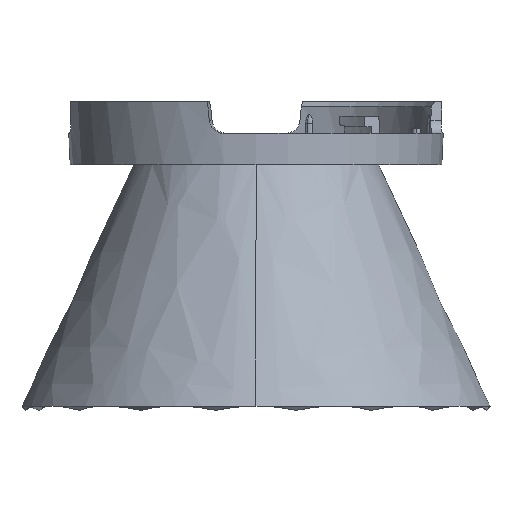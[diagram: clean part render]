
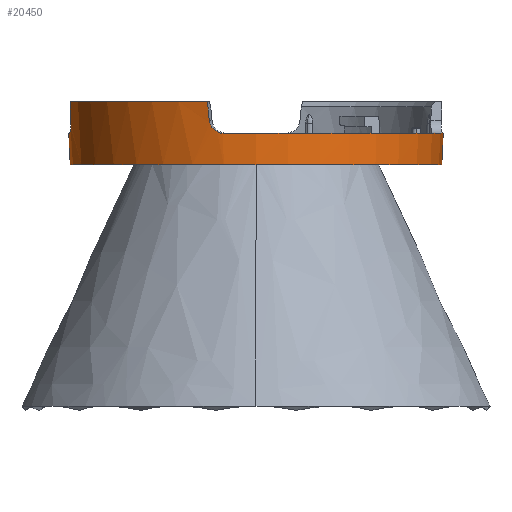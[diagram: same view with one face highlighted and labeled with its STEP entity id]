
A CAD part, left-side view. The second image highlights one B-rep face of the part: STEP entity #20450.
In plain terms, the highlighted conical face has half-angle 2.5 degrees and reference radius 26.95 mm.
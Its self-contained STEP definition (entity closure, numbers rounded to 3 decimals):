
#488 = EDGE_CURVE ( 'NONE', #25476, #7737, #9473, .T. ) ;
#729 = VERTEX_POINT ( 'NONE', #11139 ) ;
#991 = DIRECTION ( 'NONE',  ( 0., -1., 0. ) ) ;
#1003 = B_SPLINE_CURVE_WITH_KNOTS ( 'NONE', 3,
 ( #26539, #24075, #2159, #12017, #28962, #14467, #31417, #16882, #2400, #19335, #4849, #21771, #7302, #24190 ),
 .UNSPECIFIED., .F., .F.,
 ( 4, 2, 2, 2, 2, 2, 4 ),
 ( 0., 0.001, 0.001, 0.001, 0.002, 0.002, 0.003 ),
 .UNSPECIFIED. ) ;
#1160 = CIRCLE ( 'NONE', #10068, 26.557 ) ;
#1258 = ORIENTED_EDGE ( 'NONE', *, *, #13404, .T. ) ;
#1427 = VERTEX_POINT ( 'NONE', #19382 ) ;
#1543 = DIRECTION ( 'NONE',  ( 0., 1., 0. ) ) ;
#1588 = CARTESIAN_POINT ( 'NONE',  ( 3.553, -26.533, 0.367 ) ) ;
#2159 = CARTESIAN_POINT ( 'NONE',  ( 26.248, -5.193, 0.046 ) ) ;
#2192 = DIRECTION ( 'NONE',  ( 0., 1., 0. ) ) ;
#2370 = EDGE_CURVE ( 'NONE', #28107, #7737, #26051, .T. ) ;
#2400 = CARTESIAN_POINT ( 'NONE',  ( 26.055, -6.209, 0.699 ) ) ;
#2448 = CARTESIAN_POINT ( 'NONE',  ( 4.386, -26.472, 1.826 ) ) ;
#2800 =( BOUNDED_CURVE ( )  B_SPLINE_CURVE ( 3, ( #12891, #27397, #29819, #15319 ),
 .UNSPECIFIED., .F., .F. ) 
 B_SPLINE_CURVE_WITH_KNOTS ( ( 4, 4 ),
 ( 2.095, 2.102 ),
 .UNSPECIFIED. ) 
 CURVE ( )  GEOMETRIC_REPRESENTATION_ITEM ( )  RATIONAL_B_SPLINE_CURVE ( ( 1., 1., 1., 1. ) ) 
 REPRESENTATION_ITEM ( '' )  );
#3313 = CARTESIAN_POINT ( 'NONE',  ( 26.336, -4.707, 0. ) ) ;
#3450 = CARTESIAN_POINT ( 'NONE',  ( 0., 0., 4.5 ) ) ;
#4030 = CARTESIAN_POINT ( 'NONE',  ( 3.232, -26.566, 0.181 ) ) ;
#4042 = EDGE_LOOP ( 'NONE', ( #14688, #20178, #19668, #28396, #22740, #24221, #12588, #1258, #19673, #11344 ) ) ;
#4295 = CARTESIAN_POINT ( 'NONE',  ( 26.008, -6.762, 2.715 ) ) ;
#4849 = CARTESIAN_POINT ( 'NONE',  ( 26.017, -6.421, 1.003 ) ) ;
#5132 = DIRECTION ( 'NONE',  ( 0., 0.044, 0.999 ) ) ;
#6000 = DIRECTION ( 'NONE',  ( 0., 0., 1. ) ) ;
#6066 = CARTESIAN_POINT ( 'NONE',  ( 4.637, -26.548, 4.5 ) ) ;
#6389 = CARTESIAN_POINT ( 'NONE',  ( 4.386, -26.472, 1.826 ) ) ;
#6513 = CARTESIAN_POINT ( 'NONE',  ( 2.642, -26.624, 0. ) ) ;
#6944 = VERTEX_POINT ( 'NONE', #13413 ) ;
#7302 = CARTESIAN_POINT ( 'NONE',  ( 25.984, -6.652, 1.577 ) ) ;
#7631 = EDGE_CURVE ( 'NONE', #6944, #1427, #18312, .T. ) ;
#7737 = VERTEX_POINT ( 'NONE', #16847 ) ;
#7783 = B_SPLINE_CURVE_WITH_KNOTS ( 'NONE', 3,
 ( #6389, #20858, #25733, #11234, #28180, #13680, #30602, #16096, #1588, #18537, #4030, #20969, #6513, #23395 ),
 .UNSPECIFIED., .F., .F.,
 ( 4, 2, 2, 2, 2, 2, 4 ),
 ( 0., 0.001, 0.001, 0.001, 0.002, 0.002, 0.003 ),
 .UNSPECIFIED. ) ;
#9180 = CARTESIAN_POINT ( 'NONE',  ( 26.025, -6.847, 3.607 ) ) ;
#9469 = DIRECTION ( 'NONE',  ( 0., 0., 1. ) ) ;
#9473 = LINE ( 'NONE', #23524, #21562 ) ;
#9822 = FACE_OUTER_BOUND ( 'NONE', #4042, .T. ) ;
#10068 = AXIS2_PLACEMENT_3D ( 'NONE', #30558, #16050, #1543 ) ;
#10850 = EDGE_CURVE ( 'NONE', #28107, #15558, #1003, .T. ) ;
#11085 = EDGE_CURVE ( 'NONE', #15558, #25382, #29994, .T. ) ;
#11139 = CARTESIAN_POINT ( 'NONE',  ( 2.393, -26.646, 0. ) ) ;
#11234 = CARTESIAN_POINT ( 'NONE',  ( 4.129, -26.477, 1.004 ) ) ;
#11344 = ORIENTED_EDGE ( 'NONE', *, *, #7631, .F. ) ;
#12017 = CARTESIAN_POINT ( 'NONE',  ( 26.183, -5.535, 0.181 ) ) ;
#12242 = EDGE_CURVE ( 'NONE', #1427, #729, #29583, .T. ) ;
#12588 = ORIENTED_EDGE ( 'NONE', *, *, #14799, .T. ) ;
#12755 = DIRECTION ( 'NONE',  ( 0., 0., 1. ) ) ;
#12891 = CARTESIAN_POINT ( 'NONE',  ( 4.637, -26.548, 4.5 ) ) ;
#12982 = CARTESIAN_POINT ( 'NONE',  ( 0., 26.557, -4.5 ) ) ;
#13404 = EDGE_CURVE ( 'NONE', #14261, #729, #7783, .T. ) ;
#13413 = CARTESIAN_POINT ( 'NONE',  ( 0., -26.557, -4.5 ) ) ;
#13680 = CARTESIAN_POINT ( 'NONE',  ( 3.917, -26.496, 0.702 ) ) ;
#13799 = DIRECTION ( 'NONE',  ( 0., -0.044, 0.999 ) ) ;
#14261 = VERTEX_POINT ( 'NONE', #2448 ) ;
#14467 = CARTESIAN_POINT ( 'NONE',  ( 26.123, -5.849, 0.365 ) ) ;
#14570 = EDGE_CURVE ( 'NONE', #25382, #21732, #17007, .T. ) ;
#14688 = ORIENTED_EDGE ( 'NONE', *, *, #30109, .F. ) ;
#14799 = EDGE_CURVE ( 'NONE', #21732, #14261, #2800, .T. ) ;
#15319 = CARTESIAN_POINT ( 'NONE',  ( 4.386, -26.472, 1.826 ) ) ;
#15558 = VERTEX_POINT ( 'NONE', #17679 ) ;
#16050 = DIRECTION ( 'NONE',  ( 0., 0., -1. ) ) ;
#16096 = CARTESIAN_POINT ( 'NONE',  ( 3.651, -26.523, 0.442 ) ) ;
#16699 = DIRECTION ( 'NONE',  ( 0., 0., -1. ) ) ;
#16847 = CARTESIAN_POINT ( 'NONE',  ( 0., 26.754, 0. ) ) ;
#16882 = CARTESIAN_POINT ( 'NONE',  ( 26.07, -6.127, 0.608 ) ) ;
#17007 = CIRCLE ( 'NONE', #18995, 26.95 ) ;
#17679 = CARTESIAN_POINT ( 'NONE',  ( 25.989, -6.676, 1.826 ) ) ;
#18312 = LINE ( 'NONE', #25753, #25505 ) ;
#18537 = CARTESIAN_POINT ( 'NONE',  ( 3.344, -26.554, 0.237 ) ) ;
#18995 = AXIS2_PLACEMENT_3D ( 'NONE', #31233, #16699, #2192 ) ;
#19335 = CARTESIAN_POINT ( 'NONE',  ( 26.028, -6.355, 0.896 ) ) ;
#19382 = CARTESIAN_POINT ( 'NONE',  ( 0., -26.754, 0. ) ) ;
#19668 = ORIENTED_EDGE ( 'NONE', *, *, #2370, .F. ) ;
#19673 = ORIENTED_EDGE ( 'NONE', *, *, #12242, .F. ) ;
#20092 = AXIS2_PLACEMENT_3D ( 'NONE', #3450, #6000, #991 ) ;
#20178 = ORIENTED_EDGE ( 'NONE', *, *, #488, .T. ) ;
#20450 = ADVANCED_FACE ( 'NONE', ( #9822 ), #21138, .T. ) ;
#20858 = CARTESIAN_POINT ( 'NONE',  ( 4.362, -26.465, 1.577 ) ) ;
#20969 = CARTESIAN_POINT ( 'NONE',  ( 2.888, -26.6, 0.047 ) ) ;
#21138 = CONICAL_SURFACE ( 'NONE', #20092, 26.95, 0.044 ) ;
#21206 = CARTESIAN_POINT ( 'NONE',  ( 25.989, -6.676, 1.826 ) ) ;
#21436 = AXIS2_PLACEMENT_3D ( 'NONE', #27265, #12755, #29702 ) ;
#21562 = VECTOR ( 'NONE', #5132, 1000. ) ;
#21732 = VERTEX_POINT ( 'NONE', #6066 ) ;
#21771 = CARTESIAN_POINT ( 'NONE',  ( 25.991, -6.584, 1.335 ) ) ;
#22740 = ORIENTED_EDGE ( 'NONE', *, *, #11085, .T. ) ;
#23395 = CARTESIAN_POINT ( 'NONE',  ( 2.393, -26.646, 0. ) ) ;
#23524 = CARTESIAN_POINT ( 'NONE',  ( 0., 26.95, 4.5 ) ) ;
#23947 = CARTESIAN_POINT ( 'NONE',  ( 0., 0., 0. ) ) ;
#24075 = CARTESIAN_POINT ( 'NONE',  ( 26.292, -4.953, 0. ) ) ;
#24190 = CARTESIAN_POINT ( 'NONE',  ( 25.989, -6.676, 1.826 ) ) ;
#24221 = ORIENTED_EDGE ( 'NONE', *, *, #14570, .T. ) ;
#25382 = VERTEX_POINT ( 'NONE', #29593 ) ;
#25476 = VERTEX_POINT ( 'NONE', #12982 ) ;
#25505 = VECTOR ( 'NONE', #13799, 1000. ) ;
#25733 = CARTESIAN_POINT ( 'NONE',  ( 4.294, -26.466, 1.338 ) ) ;
#25753 = CARTESIAN_POINT ( 'NONE',  ( 0., -26.95, 4.5 ) ) ;
#26051 = CIRCLE ( 'NONE', #21436, 26.754 ) ;
#26073 = CARTESIAN_POINT ( 'NONE',  ( 26.043, -6.933, 4.5 ) ) ;
#26377 = DIRECTION ( 'NONE',  ( 1., 0., 0. ) ) ;
#26539 = CARTESIAN_POINT ( 'NONE',  ( 26.336, -4.707, 0. ) ) ;
#27265 = CARTESIAN_POINT ( 'NONE',  ( 0., 0., 0. ) ) ;
#27397 = CARTESIAN_POINT ( 'NONE',  ( 4.553, -26.523, 3.607 ) ) ;
#28107 = VERTEX_POINT ( 'NONE', #3313 ) ;
#28180 = CARTESIAN_POINT ( 'NONE',  ( 4.064, -26.483, 0.899 ) ) ;
#28396 = ORIENTED_EDGE ( 'NONE', *, *, #10850, .T. ) ;
#28687 = AXIS2_PLACEMENT_3D ( 'NONE', #23947, #9469, #26377 ) ;
#28962 = CARTESIAN_POINT ( 'NONE',  ( 26.162, -5.643, 0.236 ) ) ;
#29583 = CIRCLE ( 'NONE', #28687, 26.754 ) ;
#29593 = CARTESIAN_POINT ( 'NONE',  ( 26.043, -6.933, 4.5 ) ) ;
#29702 = DIRECTION ( 'NONE',  ( 1., 0., 0. ) ) ;
#29819 = CARTESIAN_POINT ( 'NONE',  ( 4.469, -26.498, 2.715 ) ) ;
#29994 =( BOUNDED_CURVE ( )  B_SPLINE_CURVE ( 3, ( #21206, #4295, #9180, #26073 ),
 .UNSPECIFIED., .F., .F. ) 
 B_SPLINE_CURVE_WITH_KNOTS ( ( 4, 4 ),
 ( 4.181, 4.188 ),
 .UNSPECIFIED. ) 
 CURVE ( )  GEOMETRIC_REPRESENTATION_ITEM ( )  RATIONAL_B_SPLINE_CURVE ( ( 1., 1., 1., 1. ) ) 
 REPRESENTATION_ITEM ( '' )  );
#30109 = EDGE_CURVE ( 'NONE', #25476, #6944, #1160, .T. ) ;
#30558 = CARTESIAN_POINT ( 'NONE',  ( 0., 0., -4.5 ) ) ;
#30602 = CARTESIAN_POINT ( 'NONE',  ( 3.833, -26.505, 0.609 ) ) ;
#31233 = CARTESIAN_POINT ( 'NONE',  ( 0., 0., 4.5 ) ) ;
#31417 = CARTESIAN_POINT ( 'NONE',  ( 26.104, -5.948, 0.441 ) ) ;
